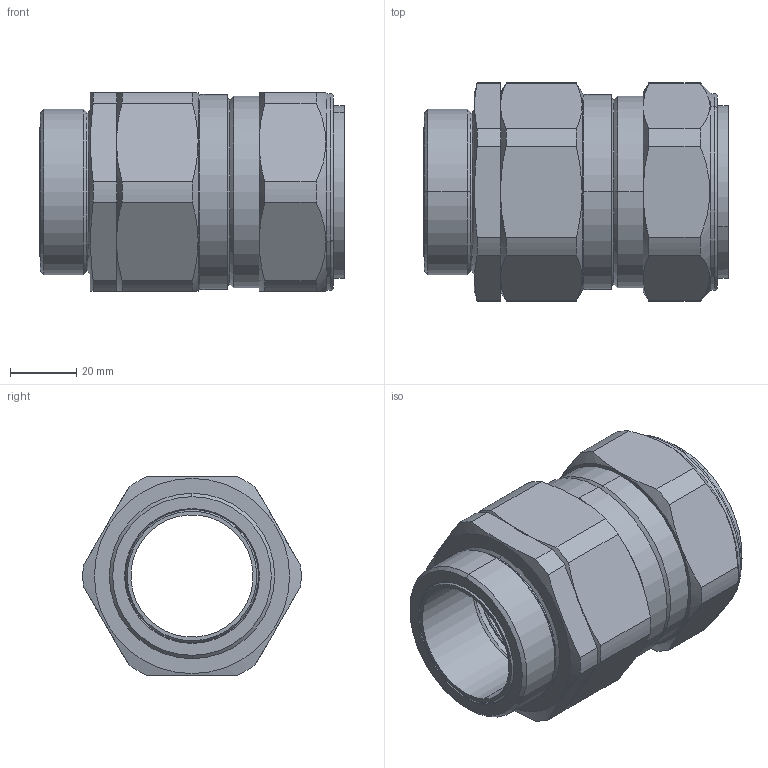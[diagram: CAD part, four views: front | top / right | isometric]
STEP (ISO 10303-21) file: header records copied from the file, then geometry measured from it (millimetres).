
FILE_DESCRIPTION (( 'STEP AP203' ), '1' );
FILE_NAME ('50SPX2KREX1RA.STEP', '2019-06-07T10:08:36', ( '' ), ( '' ), 'SwSTEP 2.0', 'SolidWorks 2017', '' );
FILE_SCHEMA (( 'CONFIG_CONTROL_DESIGN' ));
Length unit declared in the file: millimetre
Products named in the file (1): 50SPX2KREX1RA
Bounding box: 92.05 x 65.97 x 60 mm (x, y, z)
Surface area: 39902.6 mm2 (no closed solid volume)
Topology: 0 solids, 8 shells, 128 faces, 308 edges, 190 vertices
Faces by surface type: cone 48, cylinder 42, plane 28, torus 10
Entity records: 4066 total; most frequent: CARTESIAN_POINT 995, DIRECTION 676, ORIENTED_EDGE 580, EDGE_CURVE 308, AXIS2_PLACEMENT_3D 287, VERTEX_POINT 190, CIRCLE 158, EDGE_LOOP 138
